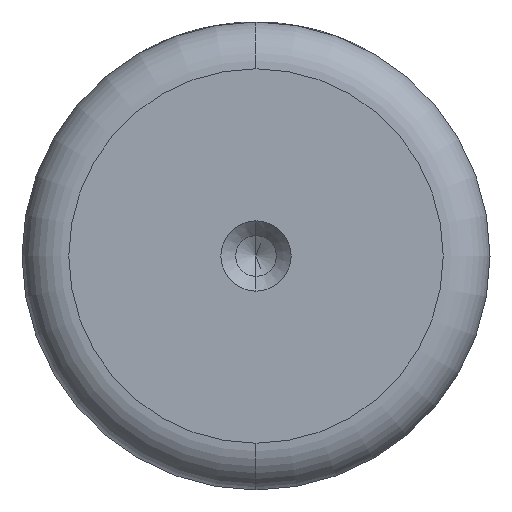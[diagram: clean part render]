
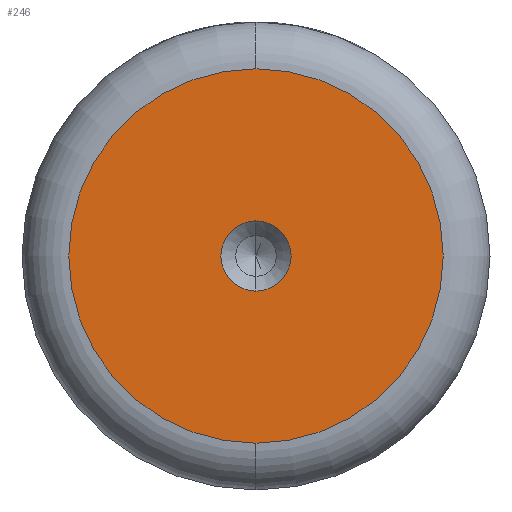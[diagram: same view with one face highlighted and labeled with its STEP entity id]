
A CAD part, left-side view. The second image highlights one B-rep face of the part: STEP entity #246.
In plain terms, the highlighted planar face has unit normal (-1, 0, 0).
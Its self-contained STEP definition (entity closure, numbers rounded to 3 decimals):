
#2 = DIRECTION ( 'NONE',  ( -1., 0., 0. ) ) ;
#5 = EDGE_CURVE ( 'NONE', #1124, #176, #278, .T. ) ;
#11 = AXIS2_PLACEMENT_3D ( 'NONE', #1019, #395, #1140 ) ;
#23 = EDGE_CURVE ( 'NONE', #34, #321, #263, .T. ) ;
#26 = DIRECTION ( 'NONE',  ( 0., 0., 1. ) ) ;
#34 = VERTEX_POINT ( 'NONE', #128 ) ;
#50 = CARTESIAN_POINT ( 'NONE',  ( 0., 0., 0. ) ) ;
#95 = CIRCLE ( 'NONE', #11, 12. ) ;
#98 = AXIS2_PLACEMENT_3D ( 'NONE', #50, #930, #291 ) ;
#128 = CARTESIAN_POINT ( 'NONE',  ( 0., 0., -12. ) ) ;
#138 = DIRECTION ( 'NONE',  ( -1., 0., 0. ) ) ;
#145 = CARTESIAN_POINT ( 'NONE',  ( 0., 0., 0. ) ) ;
#159 = EDGE_CURVE ( 'NONE', #321, #34, #95, .T. ) ;
#176 = VERTEX_POINT ( 'NONE', #509 ) ;
#246 = ADVANCED_FACE ( 'NONE', ( #864, #1152 ), #831, .T. ) ;
#262 = ORIENTED_EDGE ( 'NONE', *, *, #5, .F. ) ;
#263 = CIRCLE ( 'NONE', #1022, 12. ) ;
#278 = CIRCLE ( 'NONE', #885, 2.25 ) ;
#291 = DIRECTION ( 'NONE',  ( 0., 0., 1. ) ) ;
#319 = EDGE_LOOP ( 'NONE', ( #371, #262 ) ) ;
#321 = VERTEX_POINT ( 'NONE', #536 ) ;
#371 = ORIENTED_EDGE ( 'NONE', *, *, #1008, .F. ) ;
#395 = DIRECTION ( 'NONE',  ( -1., 0., 0. ) ) ;
#468 = DIRECTION ( 'NONE',  ( -1., 0., 0. ) ) ;
#476 = ORIENTED_EDGE ( 'NONE', *, *, #23, .T. ) ;
#509 = CARTESIAN_POINT ( 'NONE',  ( 0., 0., 2.25 ) ) ;
#522 = CARTESIAN_POINT ( 'NONE',  ( 0., 0., -2.25 ) ) ;
#536 = CARTESIAN_POINT ( 'NONE',  ( 0., 0., 12. ) ) ;
#576 = CIRCLE ( 'NONE', #1035, 2.25 ) ;
#679 = CARTESIAN_POINT ( 'NONE',  ( 0., 0., 0. ) ) ;
#831 = PLANE ( 'NONE',  #98 ) ;
#864 = FACE_BOUND ( 'NONE', #319, .T. ) ;
#885 = AXIS2_PLACEMENT_3D ( 'NONE', #145, #138, #26 ) ;
#889 = DIRECTION ( 'NONE',  ( 0., 0., 1. ) ) ;
#930 = DIRECTION ( 'NONE',  ( -1., 0., 0. ) ) ;
#964 = EDGE_LOOP ( 'NONE', ( #1031, #476 ) ) ;
#1008 = EDGE_CURVE ( 'NONE', #176, #1124, #576, .T. ) ;
#1019 = CARTESIAN_POINT ( 'NONE',  ( 0., 0., 0. ) ) ;
#1022 = AXIS2_PLACEMENT_3D ( 'NONE', #679, #2, #889 ) ;
#1031 = ORIENTED_EDGE ( 'NONE', *, *, #159, .T. ) ;
#1035 = AXIS2_PLACEMENT_3D ( 'NONE', #1098, #468, #1212 ) ;
#1098 = CARTESIAN_POINT ( 'NONE',  ( 0., 0., 0. ) ) ;
#1124 = VERTEX_POINT ( 'NONE', #522 ) ;
#1140 = DIRECTION ( 'NONE',  ( 0., 0., 1. ) ) ;
#1152 = FACE_OUTER_BOUND ( 'NONE', #964, .T. ) ;
#1212 = DIRECTION ( 'NONE',  ( 0., 0., 1. ) ) ;
